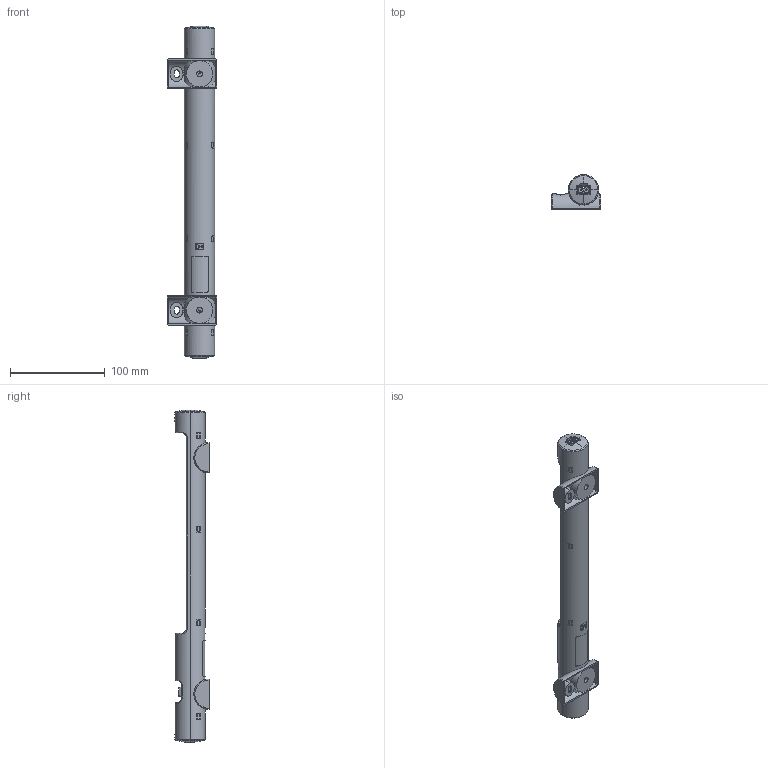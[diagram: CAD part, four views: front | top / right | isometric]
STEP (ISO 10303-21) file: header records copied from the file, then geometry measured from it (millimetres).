
FILE_DESCRIPTION (( 'STEP AP214' ), '1' );
FILE_NAME ('02540.0-01_LED-Leuchte.STEP', '2010-08-19T12:12:25', ( 'Nutzer' ), ( '' ), 'SwSTEP 2.0', 'SolidWorks 2010', '' );
FILE_SCHEMA (( 'AUTOMOTIVE_DESIGN' ));
Length unit declared in the file: millimetre
Products named in the file (1): 02540.0-01_LED-Leuchte
Bounding box: 52 x 36 x 351.2 mm (x, y, z)
Surface area: 61167.7 mm2 (no closed solid volume)
Topology: 0 solids, 21 shells, 417 faces, 1735 edges, 1308 vertices
Faces by surface type: plane 199, cylinder 153, cone 28, bspline 21, sphere 16
Entity records: 25740 total; most frequent: CARTESIAN_POINT 7160, DIRECTION 2869, ORIENTED_EDGE 2531, EDGE_CURVE 1722, VERTEX_POINT 1304, LINE 1013, VECTOR 1013, AXIS2_PLACEMENT_3D 928
